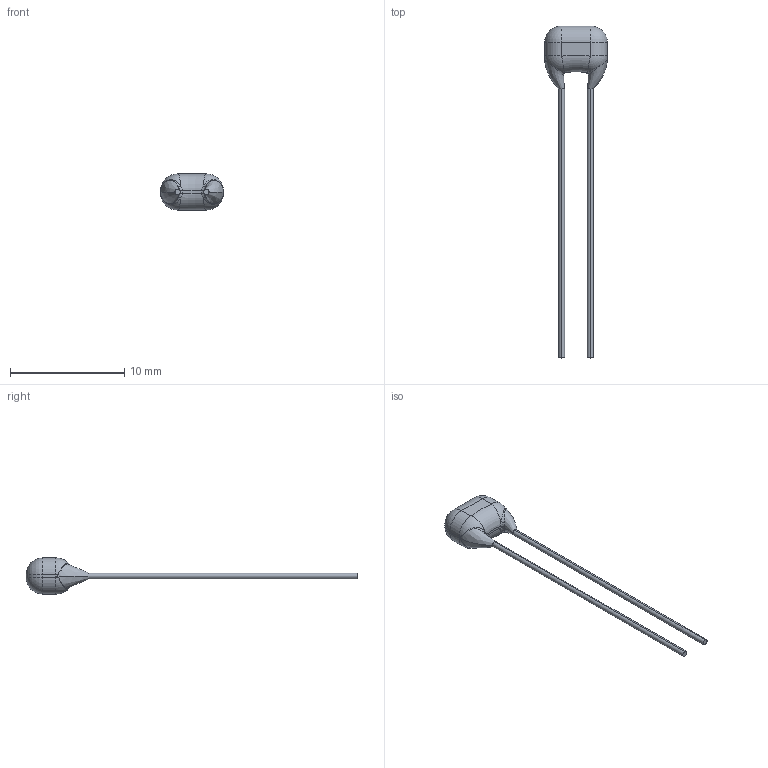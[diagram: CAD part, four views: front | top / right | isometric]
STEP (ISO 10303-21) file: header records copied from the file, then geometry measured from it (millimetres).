
FILE_DESCRIPTION (( 'STEP AP214' ), '1' );
FILE_NAME ('RCE5C1H273J2DBH03A.STEP', '2020-01-24T10:38:37', ( '' ), ( '' ), 'SwSTEP 2.0', 'SolidWorks 2018', '' );
FILE_SCHEMA (( 'AUTOMOTIVE_DESIGN' ));
Length unit declared in the file: millimetre
Products named in the file (1): RCE5C1H273J2DBH03A
Bounding box: 5.5 x 29 x 3.15 mm (x, y, z)
Volume: 64 mm3; surface area: 154.2 mm2
Topology: 3 solids, 3 shells, 56 faces, 122 edges, 64 vertices
Faces by surface type: bspline 18, cylinder 17, plane 11, torus 6, sphere 4
Entity records: 2150 total; most frequent: CARTESIAN_POINT 1023, ORIENTED_EDGE 228, DIRECTION 214, EDGE_CURVE 114, AXIS2_PLACEMENT_3D 95, VERTEX_POINT 64, CIRCLE 56, ADVANCED_FACE 56
